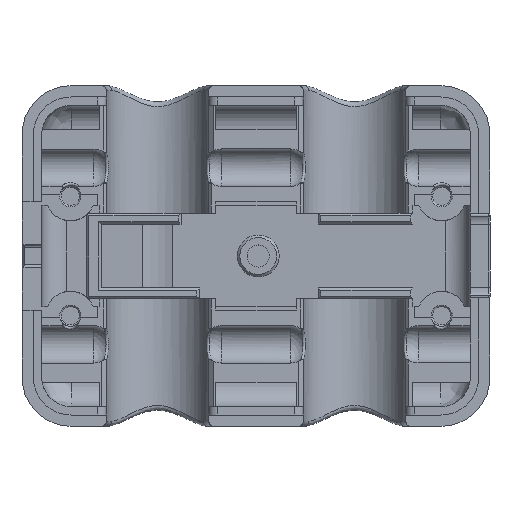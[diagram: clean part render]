
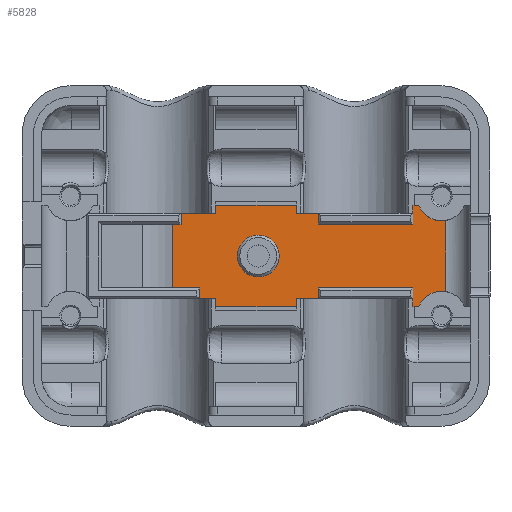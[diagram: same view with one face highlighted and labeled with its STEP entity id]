
A CAD part, top view. The second image highlights one B-rep face of the part: STEP entity #5828.
In plain terms, the highlighted planar face has unit normal (0, 0, 1).
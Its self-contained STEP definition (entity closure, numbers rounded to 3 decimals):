
#19=FACE_BOUND('',#2227,.T.);
#311=CIRCLE('',#6272,2.5);
#312=CIRCLE('',#6275,2.5);
#314=CIRCLE('',#6285,2.125);
#390=LINE('',#8839,#929);
#398=LINE('',#8859,#937);
#727=LINE('',#11664,#1266);
#729=LINE('',#11669,#1268);
#731=LINE('',#11673,#1270);
#734=LINE('',#11678,#1273);
#735=LINE('',#11681,#1274);
#738=LINE('',#11686,#1277);
#739=LINE('',#11689,#1278);
#741=LINE('',#11693,#1280);
#743=LINE('',#11697,#1282);
#746=LINE('',#11702,#1285);
#747=LINE('',#11718,#1286);
#749=LINE('',#11735,#1288);
#751=LINE('',#11739,#1290);
#754=LINE('',#11744,#1293);
#755=LINE('',#11747,#1294);
#757=LINE('',#11751,#1296);
#761=LINE('',#11759,#1300);
#764=LINE('',#11764,#1303);
#766=LINE('',#11771,#1305);
#837=LINE('',#12187,#1376);
#838=LINE('',#12191,#1377);
#839=LINE('',#12192,#1378);
#929=VECTOR('',#6466,10.);
#937=VECTOR('',#6484,10.);
#1266=VECTOR('',#7519,10.);
#1268=VECTOR('',#7523,10.);
#1270=VECTOR('',#7527,10.);
#1273=VECTOR('',#7532,10.);
#1274=VECTOR('',#7535,10.);
#1277=VECTOR('',#7540,10.);
#1278=VECTOR('',#7543,10.);
#1280=VECTOR('',#7547,10.);
#1282=VECTOR('',#7551,10.);
#1285=VECTOR('',#7556,10.);
#1286=VECTOR('',#7563,10.);
#1288=VECTOR('',#7571,10.);
#1290=VECTOR('',#7575,10.);
#1293=VECTOR('',#7580,10.);
#1294=VECTOR('',#7583,10.);
#1296=VECTOR('',#7587,10.);
#1300=VECTOR('',#7595,10.);
#1303=VECTOR('',#7600,10.);
#1305=VECTOR('',#7608,10.);
#1376=VECTOR('',#7799,10.);
#1377=VECTOR('',#7804,10.);
#1378=VECTOR('',#7805,10.);
#1607=PLANE('',#6348);
#1905=FACE_OUTER_BOUND('',#2226,.T.);
#2226=EDGE_LOOP('',(#5196,#5197,#5198,#5199,#5200,#5201,#5202,#5203,#5204,
#5205,#5206,#5207,#5208,#5209,#5210,#5211,#5212,#5213,#5214,#5215,#5216,
#5217,#5218,#5219,#5220,#5221));
#2227=EDGE_LOOP('',(#5222));
#2408=VERTEX_POINT('',#8836);
#2409=VERTEX_POINT('',#8838);
#2415=VERTEX_POINT('',#8856);
#2416=VERTEX_POINT('',#8858);
#2781=VERTEX_POINT('',#11666);
#2782=VERTEX_POINT('',#11668);
#2783=VERTEX_POINT('',#11672);
#2784=VERTEX_POINT('',#11676);
#2785=VERTEX_POINT('',#11680);
#2786=VERTEX_POINT('',#11684);
#2787=VERTEX_POINT('',#11688);
#2788=VERTEX_POINT('',#11692);
#2789=VERTEX_POINT('',#11696);
#2790=VERTEX_POINT('',#11700);
#2791=VERTEX_POINT('',#11704);
#2792=VERTEX_POINT('',#11717);
#2793=VERTEX_POINT('',#11730);
#2794=VERTEX_POINT('',#11734);
#2795=VERTEX_POINT('',#11738);
#2796=VERTEX_POINT('',#11742);
#2797=VERTEX_POINT('',#11746);
#2798=VERTEX_POINT('',#11750);
#2800=VERTEX_POINT('',#11758);
#2801=VERTEX_POINT('',#11762);
#2802=VERTEX_POINT('',#11766);
#2803=VERTEX_POINT('',#11770);
#2869=VERTEX_POINT('',#12190);
#2975=EDGE_CURVE('',#2409,#2408,#390,.F.);
#2985=EDGE_CURVE('',#2416,#2415,#398,.F.);
#3533=EDGE_CURVE('',#2415,#2409,#727,.T.);
#3535=EDGE_CURVE('',#2782,#2781,#729,.T.);
#3537=EDGE_CURVE('',#2783,#2782,#731,.T.);
#3540=EDGE_CURVE('',#2784,#2783,#734,.T.);
#3541=EDGE_CURVE('',#2785,#2784,#735,.T.);
#3544=EDGE_CURVE('',#2786,#2785,#738,.T.);
#3545=EDGE_CURVE('',#2787,#2786,#739,.T.);
#3547=EDGE_CURVE('',#2788,#2787,#741,.F.);
#3549=EDGE_CURVE('',#2789,#2788,#743,.T.);
#3552=EDGE_CURVE('',#2790,#2789,#746,.T.);
#3554=EDGE_CURVE('',#2791,#2790,#311,.T.);
#3555=EDGE_CURVE('',#2792,#2791,#747,.T.);
#3557=EDGE_CURVE('',#2793,#2792,#312,.T.);
#3559=EDGE_CURVE('',#2794,#2793,#749,.T.);
#3561=EDGE_CURVE('',#2795,#2794,#751,.F.);
#3564=EDGE_CURVE('',#2796,#2795,#754,.F.);
#3565=EDGE_CURVE('',#2797,#2796,#755,.T.);
#3567=EDGE_CURVE('',#2798,#2797,#757,.F.);
#3572=EDGE_CURVE('',#2800,#2798,#761,.T.);
#3575=EDGE_CURVE('',#2801,#2800,#764,.T.);
#3576=EDGE_CURVE('',#2802,#2802,#314,.T.);
#3578=EDGE_CURVE('',#2803,#2801,#766,.T.);
#3682=EDGE_CURVE('',#2781,#2416,#837,.T.);
#3683=EDGE_CURVE('',#2408,#2869,#838,.T.);
#3684=EDGE_CURVE('',#2869,#2803,#839,.T.);
#5196=ORIENTED_EDGE('',*,*,#3683,.T.);
#5197=ORIENTED_EDGE('',*,*,#3684,.T.);
#5198=ORIENTED_EDGE('',*,*,#3578,.T.);
#5199=ORIENTED_EDGE('',*,*,#3575,.T.);
#5200=ORIENTED_EDGE('',*,*,#3572,.T.);
#5201=ORIENTED_EDGE('',*,*,#3567,.T.);
#5202=ORIENTED_EDGE('',*,*,#3565,.T.);
#5203=ORIENTED_EDGE('',*,*,#3564,.T.);
#5204=ORIENTED_EDGE('',*,*,#3561,.T.);
#5205=ORIENTED_EDGE('',*,*,#3559,.T.);
#5206=ORIENTED_EDGE('',*,*,#3557,.T.);
#5207=ORIENTED_EDGE('',*,*,#3555,.T.);
#5208=ORIENTED_EDGE('',*,*,#3554,.T.);
#5209=ORIENTED_EDGE('',*,*,#3552,.T.);
#5210=ORIENTED_EDGE('',*,*,#3549,.T.);
#5211=ORIENTED_EDGE('',*,*,#3547,.T.);
#5212=ORIENTED_EDGE('',*,*,#3545,.T.);
#5213=ORIENTED_EDGE('',*,*,#3544,.T.);
#5214=ORIENTED_EDGE('',*,*,#3541,.T.);
#5215=ORIENTED_EDGE('',*,*,#3540,.T.);
#5216=ORIENTED_EDGE('',*,*,#3537,.T.);
#5217=ORIENTED_EDGE('',*,*,#3535,.T.);
#5218=ORIENTED_EDGE('',*,*,#3682,.T.);
#5219=ORIENTED_EDGE('',*,*,#2985,.T.);
#5220=ORIENTED_EDGE('',*,*,#3533,.T.);
#5221=ORIENTED_EDGE('',*,*,#2975,.T.);
#5222=ORIENTED_EDGE('',*,*,#3576,.T.);
#5828=ADVANCED_FACE('',(#1905,#19),#1607,.F.);
#6272=AXIS2_PLACEMENT_3D('',#11715,#7559,#7560);
#6275=AXIS2_PLACEMENT_3D('',#11731,#7566,#7567);
#6285=AXIS2_PLACEMENT_3D('',#11767,#7603,#7604);
#6348=AXIS2_PLACEMENT_3D('',#12189,#7802,#7803);
#6466=DIRECTION('',(-1.,0.,0.));
#6484=DIRECTION('',(1.,0.,0.));
#7519=DIRECTION('',(0.,-1.,0.));
#7523=DIRECTION('',(-1.,0.,0.));
#7527=DIRECTION('',(0.,-1.,0.));
#7532=DIRECTION('',(-1.,0.,0.));
#7535=DIRECTION('',(0.,1.,0.));
#7540=DIRECTION('',(-1.,0.,0.));
#7543=DIRECTION('',(0.,1.,0.));
#7547=DIRECTION('',(1.,0.,0.));
#7551=DIRECTION('',(0.,-1.,0.));
#7556=DIRECTION('',(-1.,0.,0.));
#7559=DIRECTION('center_axis',(0.,0.,-1.));
#7560=DIRECTION('ref_axis',(1.,0.,0.));
#7563=DIRECTION('',(0.,1.,0.));
#7566=DIRECTION('center_axis',(0.,0.,-1.));
#7567=DIRECTION('ref_axis',(1.,0.,0.));
#7571=DIRECTION('',(1.,0.,0.));
#7575=DIRECTION('',(0.,1.,0.));
#7580=DIRECTION('',(-1.,0.,0.));
#7583=DIRECTION('',(0.,1.,0.));
#7587=DIRECTION('',(-1.,0.,0.));
#7595=DIRECTION('',(0.,1.,0.));
#7600=DIRECTION('',(1.,0.,0.));
#7603=DIRECTION('center_axis',(0.,0.,-1.));
#7604=DIRECTION('ref_axis',(1.,0.,0.));
#7608=DIRECTION('',(0.,-1.,0.));
#7799=DIRECTION('',(0.,-1.,0.));
#7802=DIRECTION('center_axis',(0.,0.,-1.));
#7803=DIRECTION('ref_axis',(-1.,0.,0.));
#7804=DIRECTION('',(0.,-1.,0.));
#7805=DIRECTION('',(1.,0.,0.));
#8836=CARTESIAN_POINT('',(4.251,5.25,-5.));
#8838=CARTESIAN_POINT('',(1.517,5.25,-5.));
#8839=CARTESIAN_POINT('',(2.138,5.25,-5.));
#8856=CARTESIAN_POINT('',(1.517,11.75,-5.));
#8858=CARTESIAN_POINT('',(2.39,11.75,-5.));
#8859=CARTESIAN_POINT('',(6.208,11.75,-5.));
#11664=CARTESIAN_POINT('',(1.517,-8.844,-5.));
#11666=CARTESIAN_POINT('',(2.39,12.85,-5.));
#11668=CARTESIAN_POINT('',(5.946,12.85,-5.));
#11669=CARTESIAN_POINT('',(2.04,12.85,-5.));
#11672=CARTESIAN_POINT('',(5.946,13.653,-5.));
#11673=CARTESIAN_POINT('',(5.946,10.675,-5.));
#11676=CARTESIAN_POINT('',(14.104,13.653,-5.));
#11678=CARTESIAN_POINT('',(-0.887,13.653,-5.));
#11680=CARTESIAN_POINT('',(14.104,12.85,-5.));
#11681=CARTESIAN_POINT('',(14.104,17.172,-5.));
#11684=CARTESIAN_POINT('',(16.372,12.85,-5.));
#11686=CARTESIAN_POINT('',(12.065,12.85,-5.));
#11688=CARTESIAN_POINT('',(16.372,11.75,-5.));
#11689=CARTESIAN_POINT('',(16.372,6.5,-5.));
#11692=CARTESIAN_POINT('',(25.996,11.75,-5.));
#11693=CARTESIAN_POINT('',(17.699,11.75,-5.));
#11696=CARTESIAN_POINT('',(25.996,13.653,-5.));
#11697=CARTESIAN_POINT('',(25.996,10.675,-5.));
#11700=CARTESIAN_POINT('',(26.6,13.653,-5.));
#11702=CARTESIAN_POINT('',(-0.887,13.653,-5.));
#11704=CARTESIAN_POINT('',(29.35,12.114,-5.));
#11715=CARTESIAN_POINT('Origin',(28.923,14.578,-5.));
#11717=CARTESIAN_POINT('',(29.35,4.886,-5.));
#11718=CARTESIAN_POINT('',(29.35,-0.172,-5.));
#11730=CARTESIAN_POINT('',(26.6,3.347,-5.));
#11731=CARTESIAN_POINT('Origin',(28.923,2.422,-5.));
#11734=CARTESIAN_POINT('',(25.996,3.347,-5.));
#11735=CARTESIAN_POINT('',(-0.887,3.347,-5.));
#11738=CARTESIAN_POINT('',(25.996,5.25,-5.));
#11739=CARTESIAN_POINT('',(25.996,7.25,-5.));
#11742=CARTESIAN_POINT('',(16.372,5.25,-5.));
#11744=CARTESIAN_POINT('',(13.949,5.25,-5.));
#11746=CARTESIAN_POINT('',(16.372,4.15,-5.));
#11747=CARTESIAN_POINT('',(16.372,6.5,-5.));
#11750=CARTESIAN_POINT('',(14.104,4.15,-5.));
#11751=CARTESIAN_POINT('',(12.065,4.15,-5.));
#11758=CARTESIAN_POINT('',(14.104,3.347,-5.));
#11759=CARTESIAN_POINT('',(14.104,-0.172,-5.));
#11762=CARTESIAN_POINT('',(5.946,3.347,-5.));
#11764=CARTESIAN_POINT('',(-0.887,3.347,-5.));
#11766=CARTESIAN_POINT('',(8.128,8.5,-5.));
#11767=CARTESIAN_POINT('Origin',(10.253,8.5,-5.));
#11770=CARTESIAN_POINT('',(5.946,4.15,-5.));
#11771=CARTESIAN_POINT('',(5.946,6.325,-5.));
#12187=CARTESIAN_POINT('',(2.39,10.5,-5.));
#12189=CARTESIAN_POINT('Origin',(10.025,8.5,-5.));
#12190=CARTESIAN_POINT('',(4.251,4.15,-5.));
#12191=CARTESIAN_POINT('',(4.251,7.25,-5.));
#12192=CARTESIAN_POINT('',(2.04,4.15,-5.));
